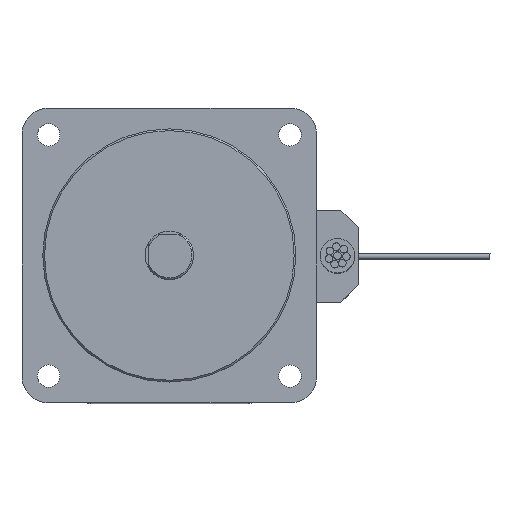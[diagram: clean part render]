
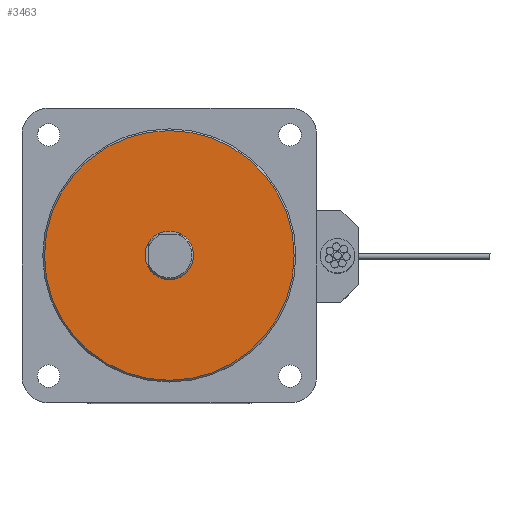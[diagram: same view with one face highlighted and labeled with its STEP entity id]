
A CAD part, top view. The second image highlights one B-rep face of the part: STEP entity #3463.
In plain terms, the highlighted planar face has unit normal (0, 0, 1).
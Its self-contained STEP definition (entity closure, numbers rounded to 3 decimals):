
#585 = DIRECTION ( 'NONE',  ( 0., 0., 1. ) ) ;
#586 = DIRECTION ( 'NONE',  ( 1., 0., 0. ) ) ;
#587 = CARTESIAN_POINT ( 'NONE',  ( 0., 0., 127.5 ) ) ;
#588 = DIRECTION ( 'NONE',  ( 1., 0., 0. ) ) ;
#589 = DIRECTION ( 'NONE',  ( 0., 0., 1. ) ) ;
#590 = CARTESIAN_POINT ( 'NONE',  ( 0., 0., 127.5 ) ) ;
#708 = EDGE_CURVE ( 'NONE', #4544, #4503, #3870, .T. ) ;
#709 = EDGE_CURVE ( 'NONE', #4784, #4683, #3867, .T. ) ;
#828 = ORIENTED_EDGE ( 'NONE', *, *, #708, .T. ) ;
#830 = ORIENTED_EDGE ( 'NONE', *, *, #3509, .T. ) ;
#832 = ORIENTED_EDGE ( 'NONE', *, *, #3494, .F. ) ;
#995 = EDGE_LOOP ( 'NONE', ( #828, #830 ) ) ;
#1016 = EDGE_LOOP ( 'NONE', ( #4480, #832 ) ) ;
#1389 = FACE_OUTER_BOUND ( 'NONE', #995, .T. ) ;
#1399 = FACE_BOUND ( 'NONE', #1016, .T. ) ;
#1721 = DIRECTION ( 'NONE',  ( 0., 0., 1. ) ) ;
#1722 = DIRECTION ( 'NONE',  ( 1., 0., 0. ) ) ;
#1723 = CARTESIAN_POINT ( 'NONE',  ( 0., 0., 127.5 ) ) ;
#1780 = DIRECTION ( 'NONE',  ( 0., 0., 1. ) ) ;
#1788 = DIRECTION ( 'NONE',  ( 1., 0., 0. ) ) ;
#1826 = CARTESIAN_POINT ( 'NONE',  ( 0., 0., 127.5 ) ) ;
#1926 = AXIS2_PLACEMENT_3D ( 'NONE', #3638, #3637, #3644 ) ;
#1959 = CIRCLE ( 'NONE', #1964, 7. ) ;
#1964 = AXIS2_PLACEMENT_3D ( 'NONE', #1723, #1721, #1722 ) ;
#1983 = CIRCLE ( 'NONE', #1987, 36.012 ) ;
#1987 = AXIS2_PLACEMENT_3D ( 'NONE', #1826, #1780, #1788 ) ;
#2425 = CARTESIAN_POINT ( 'NONE',  ( 36.012, 0., 127.5 ) ) ;
#2430 = CARTESIAN_POINT ( 'NONE',  ( -36.012, 0., 127.5 ) ) ;
#2445 = CARTESIAN_POINT ( 'NONE',  ( 7., 0., 127.5 ) ) ;
#2455 = CARTESIAN_POINT ( 'NONE',  ( -7., 0., 127.5 ) ) ;
#3463 = ADVANCED_FACE ( 'NONE', ( #1389, #1399 ), #3676, .T. ) ;
#3494 = EDGE_CURVE ( 'NONE', #4683, #4784, #1959, .T. ) ;
#3509 = EDGE_CURVE ( 'NONE', #4503, #4544, #1983, .T. ) ;
#3637 = DIRECTION ( 'NONE',  ( 0., 0., 1. ) ) ;
#3638 = CARTESIAN_POINT ( 'NONE',  ( 0., 0., 127.5 ) ) ;
#3644 = DIRECTION ( 'NONE',  ( 1., 0., 0. ) ) ;
#3676 = PLANE ( 'NONE',  #1926 ) ;
#3758 = AXIS2_PLACEMENT_3D ( 'NONE', #590, #589, #588 ) ;
#3866 = AXIS2_PLACEMENT_3D ( 'NONE', #587, #585, #586 ) ;
#3867 = CIRCLE ( 'NONE', #3866, 7. ) ;
#3870 = CIRCLE ( 'NONE', #3758, 36.012 ) ;
#4480 = ORIENTED_EDGE ( 'NONE', *, *, #709, .F. ) ;
#4503 = VERTEX_POINT ( 'NONE', #2425 ) ;
#4544 = VERTEX_POINT ( 'NONE', #2430 ) ;
#4683 = VERTEX_POINT ( 'NONE', #2445 ) ;
#4784 = VERTEX_POINT ( 'NONE', #2455 ) ;
